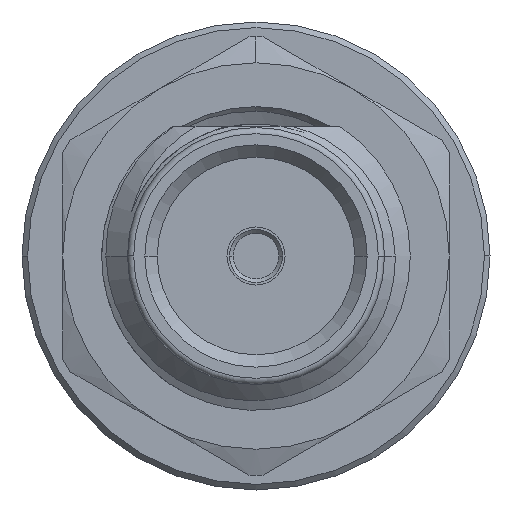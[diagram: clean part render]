
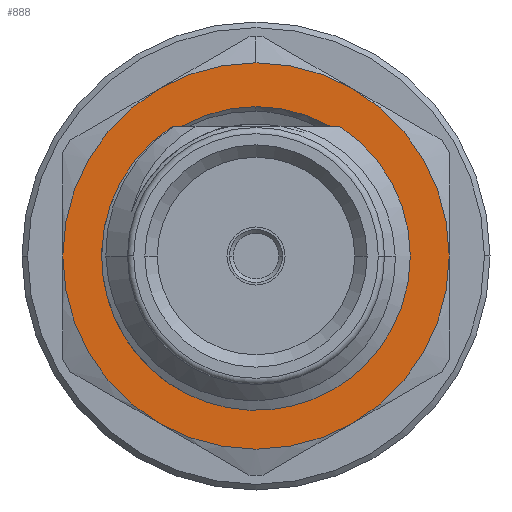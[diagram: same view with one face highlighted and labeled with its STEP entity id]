
A CAD part, left-side view. The second image highlights one B-rep face of the part: STEP entity #888.
In plain terms, the highlighted planar face has unit normal (-1, 0, 0).
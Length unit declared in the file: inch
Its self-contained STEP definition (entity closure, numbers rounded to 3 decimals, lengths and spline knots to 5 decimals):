
#348 = B_SPLINE_CURVE_WITH_KNOTS ( 'NONE', 3,
 ( #6321, #8163, #19764, #16001, #2709, #2626 ),
 .UNSPECIFIED., .F., .F.,
 ( 4, 2, 4 ),
 ( 0., 0.00078, 0.00157 ),
 .UNSPECIFIED. ) ;
#453 = CARTESIAN_POINT ( 'NONE',  ( 0.188, 0., 0. ) ) ;
#603 = FACE_OUTER_BOUND ( 'NONE', #8549, .T. ) ;
#764 = AXIS2_PLACEMENT_3D ( 'NONE', #21332, #23288, #2859 ) ;
#865 = EDGE_CURVE ( 'NONE', #13960, #1169, #21010, .T. ) ;
#888 = ADVANCED_FACE ( 'NONE', ( #603, #2722 ), #6403, .T. ) ;
#994 = VERTEX_POINT ( 'NONE', #16583 ) ;
#1169 = VERTEX_POINT ( 'NONE', #22599 ) ;
#1393 = CARTESIAN_POINT ( 'NONE',  ( 0.188, 0., 0. ) ) ;
#2487 = ORIENTED_EDGE ( 'NONE', *, *, #15434, .T. ) ;
#2626 = CARTESIAN_POINT ( 'NONE',  ( 0.188, 0.11865, 0.02381 ) ) ;
#2687 = AXIS2_PLACEMENT_3D ( 'NONE', #17112, #20939, #18901 ) ;
#2709 = CARTESIAN_POINT ( 'NONE',  ( 0.188, 0.12132, 0.01388 ) ) ;
#2722 = FACE_BOUND ( 'NONE', #4103, .T. ) ;
#2755 = VERTEX_POINT ( 'NONE', #5949 ) ;
#2859 = DIRECTION ( 'NONE',  ( 0., 0., 1. ) ) ;
#3006 = CIRCLE ( 'NONE', #2687, 0.12102 ) ;
#3074 = VERTEX_POINT ( 'NONE', #6100 ) ;
#3184 = CARTESIAN_POINT ( 'NONE',  ( 0.188, -0.1565, 0. ) ) ;
#3230 = DIRECTION ( 'NONE',  ( -1., 0., 0. ) ) ;
#3269 = ORIENTED_EDGE ( 'NONE', *, *, #15829, .T. ) ;
#3419 = EDGE_CURVE ( 'NONE', #2755, #9576, #21211, .T. ) ;
#3480 = DIRECTION ( 'NONE',  ( 0., 0., 1. ) ) ;
#3511 = CARTESIAN_POINT ( 'NONE',  ( 0.188, 0.01513, -0.12146 ) ) ;
#3678 = CARTESIAN_POINT ( 'NONE',  ( 0.188, -0.00108, -0.12145 ) ) ;
#3706 = DIRECTION ( 'NONE',  ( 0., 0., 1. ) ) ;
#3860 = CARTESIAN_POINT ( 'NONE',  ( 0.188, -0.07825, -0.13553 ) ) ;
#4055 = EDGE_CURVE ( 'NONE', #8507, #994, #12155, .T. ) ;
#4103 = EDGE_LOOP ( 'NONE', ( #9651, #6200, #24803, #22923, #4258 ) ) ;
#4258 = ORIENTED_EDGE ( 'NONE', *, *, #11437, .T. ) ;
#4542 = DIRECTION ( 'NONE',  ( -1., 0., 0. ) ) ;
#4698 = DIRECTION ( 'NONE',  ( -1., 0., 0. ) ) ;
#4906 = CIRCLE ( 'NONE', #17181, 0.1565 ) ;
#5425 = CARTESIAN_POINT ( 'NONE',  ( 0.188, 0.1565, 0. ) ) ;
#5501 = CARTESIAN_POINT ( 'NONE',  ( 0.188, 0., 0.1565 ) ) ;
#5561 = AXIS2_PLACEMENT_3D ( 'NONE', #24038, #6748, #18083 ) ;
#5672 = ORIENTED_EDGE ( 'NONE', *, *, #15012, .T. ) ;
#5690 = CIRCLE ( 'NONE', #764, 0.12102 ) ;
#5949 = CARTESIAN_POINT ( 'NONE',  ( 0.188, 0.07825, 0.13553 ) ) ;
#6100 = CARTESIAN_POINT ( 'NONE',  ( 0.188, 0.11865, 0.02381 ) ) ;
#6128 = CIRCLE ( 'NONE', #11698, 0.1565 ) ;
#6200 = ORIENTED_EDGE ( 'NONE', *, *, #17727, .T. ) ;
#6225 = DIRECTION ( 'NONE',  ( 0., 0., 1. ) ) ;
#6321 = CARTESIAN_POINT ( 'NONE',  ( 0.188, 0.11924, -0.0375 ) ) ;
#6403 = PLANE ( 'NONE',  #19496 ) ;
#6748 = DIRECTION ( 'NONE',  ( -1., 0., 0. ) ) ;
#7005 = DIRECTION ( 'NONE',  ( -1., 0., 0. ) ) ;
#7074 = CARTESIAN_POINT ( 'NONE',  ( 0.188, 0.07825, -0.13553 ) ) ;
#7082 = CARTESIAN_POINT ( 'NONE',  ( 0.188, 0., 0.12102 ) ) ;
#7751 = EDGE_CURVE ( 'NONE', #16079, #2755, #15765, .T. ) ;
#7787 = CARTESIAN_POINT ( 'NONE',  ( 0.188, 0.11924, -0.0375 ) ) ;
#8163 = CARTESIAN_POINT ( 'NONE',  ( 0.188, 0.12176, -0.02738 ) ) ;
#8179 = EDGE_CURVE ( 'NONE', #9576, #10011, #21789, .T. ) ;
#8246 = DIRECTION ( 'NONE',  ( 0., 0., 1. ) ) ;
#8507 = VERTEX_POINT ( 'NONE', #7787 ) ;
#8549 = EDGE_LOOP ( 'NONE', ( #5672, #21744, #16651, #14089, #3269, #2487, #12416 ) ) ;
#8604 = CARTESIAN_POINT ( 'NONE',  ( 0.188, 0., 0. ) ) ;
#8849 = AXIS2_PLACEMENT_3D ( 'NONE', #453, #4542, #16169 ) ;
#9215 = CARTESIAN_POINT ( 'NONE',  ( 0.188, 0.0206, -0.12099 ) ) ;
#9298 = CARTESIAN_POINT ( 'NONE',  ( 0.188, 0.05701, -0.11124 ) ) ;
#9576 = VERTEX_POINT ( 'NONE', #5425 ) ;
#9651 = ORIENTED_EDGE ( 'NONE', *, *, #4055, .F. ) ;
#10011 = VERTEX_POINT ( 'NONE', #7074 ) ;
#11061 = CARTESIAN_POINT ( 'NONE',  ( 0.188, 0.00431, -0.12168 ) ) ;
#11110 = DIRECTION ( 'NONE',  ( -1., 0., 0. ) ) ;
#11437 = EDGE_CURVE ( 'NONE', #24035, #994, #24610, .T. ) ;
#11504 = CIRCLE ( 'NONE', #21210, 0.1565 ) ;
#11698 = AXIS2_PLACEMENT_3D ( 'NONE', #13256, #15252, #3706 ) ;
#12155 = CIRCLE ( 'NONE', #12744, 0.125 ) ;
#12416 = ORIENTED_EDGE ( 'NONE', *, *, #865, .T. ) ;
#12427 = EDGE_CURVE ( 'NONE', #3074, #21378, #3006, .T. ) ;
#12744 = AXIS2_PLACEMENT_3D ( 'NONE', #1393, #11110, #3480 ) ;
#12912 = CARTESIAN_POINT ( 'NONE',  ( 0.188, -0.00644, -0.12085 ) ) ;
#13113 = CARTESIAN_POINT ( 'NONE',  ( 0.188, -0.00644, -0.12085 ) ) ;
#13256 = CARTESIAN_POINT ( 'NONE',  ( 0.188, 0., 0. ) ) ;
#13573 = EDGE_CURVE ( 'NONE', #21378, #24035, #5690, .T. ) ;
#13847 = AXIS2_PLACEMENT_3D ( 'NONE', #16232, #4698, #6225 ) ;
#13953 = CARTESIAN_POINT ( 'NONE',  ( 0.188, 0., 0. ) ) ;
#13960 = VERTEX_POINT ( 'NONE', #3184 ) ;
#13978 = DIRECTION ( 'NONE',  ( 0., 0., 1. ) ) ;
#14089 = ORIENTED_EDGE ( 'NONE', *, *, #8179, .T. ) ;
#14492 = DIRECTION ( 'NONE',  ( 0., 0., 1. ) ) ;
#14766 = CARTESIAN_POINT ( 'NONE',  ( 0.188, 0., 0. ) ) ;
#15012 = EDGE_CURVE ( 'NONE', #1169, #16079, #4906, .T. ) ;
#15252 = DIRECTION ( 'NONE',  ( -1., 0., 0. ) ) ;
#15434 = EDGE_CURVE ( 'NONE', #18349, #13960, #6128, .T. ) ;
#15765 = CIRCLE ( 'NONE', #24523, 0.1565 ) ;
#15829 = EDGE_CURVE ( 'NONE', #10011, #18349, #11504, .T. ) ;
#16001 = CARTESIAN_POINT ( 'NONE',  ( 0.188, 0.12275, 0.00347 ) ) ;
#16079 = VERTEX_POINT ( 'NONE', #5501 ) ;
#16169 = DIRECTION ( 'NONE',  ( 0., 0., 1. ) ) ;
#16190 = DIRECTION ( 'NONE',  ( -1., 0., 0. ) ) ;
#16232 = CARTESIAN_POINT ( 'NONE',  ( 0.188, 0., 0. ) ) ;
#16583 = CARTESIAN_POINT ( 'NONE',  ( 0.188, 0.05701, -0.11124 ) ) ;
#16628 = DIRECTION ( 'NONE',  ( 0., 0., 1. ) ) ;
#16651 = ORIENTED_EDGE ( 'NONE', *, *, #3419, .T. ) ;
#16985 = CARTESIAN_POINT ( 'NONE',  ( 0.188, 0.047, -0.11559 ) ) ;
#17112 = CARTESIAN_POINT ( 'NONE',  ( 0.188, 0., 0. ) ) ;
#17181 = AXIS2_PLACEMENT_3D ( 'NONE', #20185, #7005, #14492 ) ;
#17727 = EDGE_CURVE ( 'NONE', #8507, #3074, #348, .T. ) ;
#18083 = DIRECTION ( 'NONE',  ( 0., 0., 1. ) ) ;
#18349 = VERTEX_POINT ( 'NONE', #3860 ) ;
#18901 = DIRECTION ( 'NONE',  ( 0., 0., 1. ) ) ;
#19496 = AXIS2_PLACEMENT_3D ( 'NONE', #13953, #20007, #8246 ) ;
#19764 = CARTESIAN_POINT ( 'NONE',  ( 0.188, 0.12295, -0.01716 ) ) ;
#20007 = DIRECTION ( 'NONE',  ( -1., 0., 0. ) ) ;
#20185 = CARTESIAN_POINT ( 'NONE',  ( 0.188, 0., 0. ) ) ;
#20939 = DIRECTION ( 'NONE',  ( 1., 0., 0. ) ) ;
#20967 = CARTESIAN_POINT ( 'NONE',  ( 0.188, 0.03664, -0.11856 ) ) ;
#21010 = CIRCLE ( 'NONE', #8849, 0.1565 ) ;
#21210 = AXIS2_PLACEMENT_3D ( 'NONE', #14766, #3230, #16628 ) ;
#21211 = CIRCLE ( 'NONE', #13847, 0.1565 ) ;
#21332 = CARTESIAN_POINT ( 'NONE',  ( 0.188, 0., 0. ) ) ;
#21378 = VERTEX_POINT ( 'NONE', #7082 ) ;
#21744 = ORIENTED_EDGE ( 'NONE', *, *, #7751, .T. ) ;
#21789 = CIRCLE ( 'NONE', #5561, 0.1565 ) ;
#22599 = CARTESIAN_POINT ( 'NONE',  ( 0.188, -0.07825, 0.13553 ) ) ;
#22923 = ORIENTED_EDGE ( 'NONE', *, *, #13573, .T. ) ;
#23288 = DIRECTION ( 'NONE',  ( 1., 0., 0. ) ) ;
#24035 = VERTEX_POINT ( 'NONE', #13113 ) ;
#24038 = CARTESIAN_POINT ( 'NONE',  ( 0.188, 0., 0. ) ) ;
#24523 = AXIS2_PLACEMENT_3D ( 'NONE', #8604, #16190, #13978 ) ;
#24610 = B_SPLINE_CURVE_WITH_KNOTS ( 'NONE', 3,
 ( #12912, #3678, #11061, #3511, #9215, #20967, #16985, #9298 ),
 .UNSPECIFIED., .F., .F.,
 ( 4, 2, 2, 4 ),
 ( 0.00139, 0.0018, 0.00221, 0.00303 ),
 .UNSPECIFIED. ) ;
#24803 = ORIENTED_EDGE ( 'NONE', *, *, #12427, .T. ) ;
